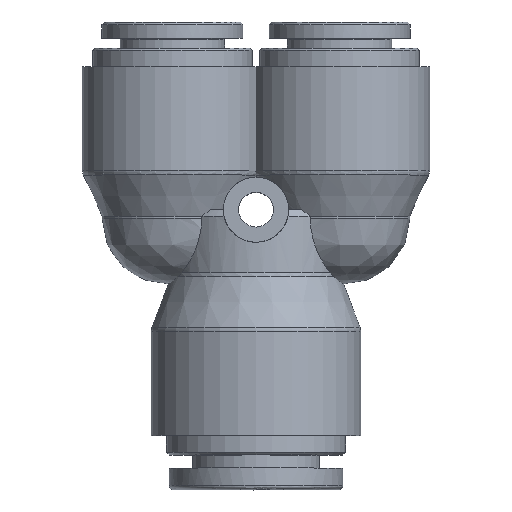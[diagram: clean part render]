
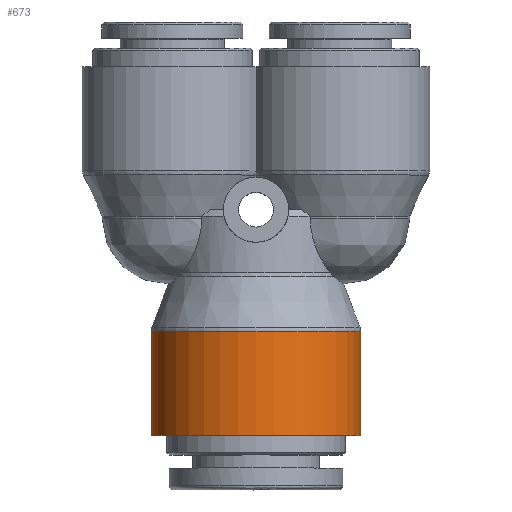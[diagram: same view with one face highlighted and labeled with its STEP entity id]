
A CAD part, top view. The second image highlights one B-rep face of the part: STEP entity #673.
In plain terms, the highlighted cylindrical face has radius 9.65 mm (diameter 19.3 mm), a full revolution.
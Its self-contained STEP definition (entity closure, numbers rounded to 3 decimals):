
#611=CARTESIAN_POINT('',(9.65,-11.184,0.));
#612=VERTEX_POINT('',#611);
#613=CARTESIAN_POINT('',(0.,-11.184,0.0));
#614=DIRECTION('',(0.0,1.0,0.0));
#615=DIRECTION('',(-1.0,0.0,0.0));
#616=AXIS2_PLACEMENT_3D('',#613,#614,#615);
#617=CIRCLE('',#616,9.65);
#618=EDGE_CURVE('',#612,#612,#617,.T.);
#654=CARTESIAN_POINT('',(0.,-15.9,0.0));
#655=DIRECTION('',(0.,-1.0,0.0));
#656=DIRECTION('',(1.0,0.0,0.0));
#657=AXIS2_PLACEMENT_3D('',#654,#655,#656);
#658=CYLINDRICAL_SURFACE('',#657,9.65);
#659=CARTESIAN_POINT('',(9.65,-20.8,0.0));
#660=VERTEX_POINT('',#659);
#661=CARTESIAN_POINT('',(0.,-20.8,0.0));
#662=DIRECTION('',(0.0,-1.0,0.0));
#663=DIRECTION('',(1.0,0.0,0.0));
#664=AXIS2_PLACEMENT_3D('',#661,#662,#663);
#665=CIRCLE('',#664,9.65);
#666=EDGE_CURVE('',#660,#660,#665,.T.);
#667=ORIENTED_EDGE('',*,*,#666,.F.);
#668=EDGE_LOOP('',(#667));
#669=FACE_OUTER_BOUND('',#668,.T.);
#670=ORIENTED_EDGE('',*,*,#618,.F.);
#671=EDGE_LOOP('',(#670));
#672=FACE_BOUND('',#671,.T.);
#673=ADVANCED_FACE('',(#669,#672),#658,.T.);
